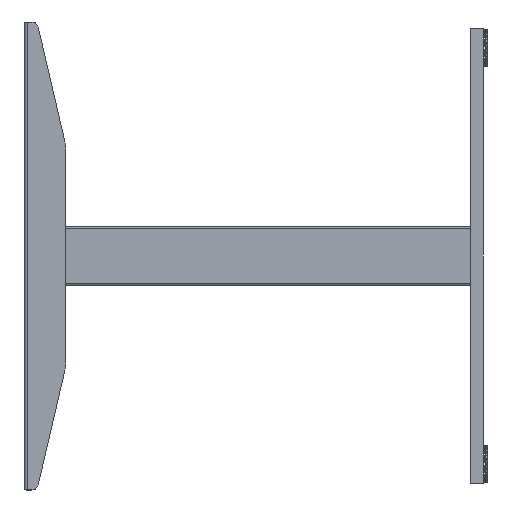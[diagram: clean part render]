
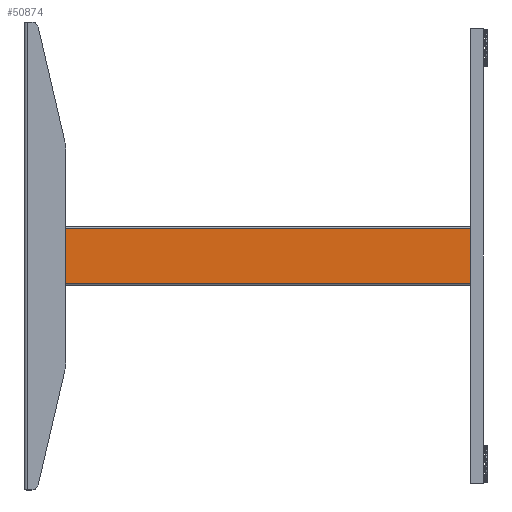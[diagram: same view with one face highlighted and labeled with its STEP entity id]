
A CAD part, left-side view. The second image highlights one B-rep face of the part: STEP entity #50874.
In plain terms, the highlighted planar face has unit normal (-1, 0, 0).
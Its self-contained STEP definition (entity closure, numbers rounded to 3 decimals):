
#1558 = LINE ( 'NONE', #41790, #8547 ) ;
#2600 = ORIENTED_EDGE ( 'NONE', *, *, #45408, .F. ) ;
#5967 = LINE ( 'NONE', #22361, #51226 ) ;
#6053 = CARTESIAN_POINT ( 'NONE',  ( -591., 27., -42.5 ) ) ;
#8547 = VECTOR ( 'NONE', #31267, 1000. ) ;
#10139 = ORIENTED_EDGE ( 'NONE', *, *, #58169, .F. ) ;
#16352 = AXIS2_PLACEMENT_3D ( 'NONE', #64930, #31629, #60080 ) ;
#18193 = EDGE_LOOP ( 'NONE', ( #61347, #2600, #10139, #31164 ) ) ;
#18303 = CARTESIAN_POINT ( 'NONE',  ( -591., 27., -42.5 ) ) ;
#20846 = LINE ( 'NONE', #6053, #62642 ) ;
#21680 = EDGE_CURVE ( 'NONE', #69248, #71803, #1558, .T. ) ;
#22361 = CARTESIAN_POINT ( 'NONE',  ( -591., 27., -42.5 ) ) ;
#28273 = CARTESIAN_POINT ( 'NONE',  ( -591., 664., 42.5 ) ) ;
#31164 = ORIENTED_EDGE ( 'NONE', *, *, #44219, .T. ) ;
#31267 = DIRECTION ( 'NONE',  ( 0., 0., -1. ) ) ;
#31629 = DIRECTION ( 'NONE',  ( 1., 0., 0. ) ) ;
#41790 = CARTESIAN_POINT ( 'NONE',  ( -591., 664., -42.5 ) ) ;
#42676 = CARTESIAN_POINT ( 'NONE',  ( -591., 27., 42.5 ) ) ;
#42906 = VERTEX_POINT ( 'NONE', #42676 ) ;
#43911 = CARTESIAN_POINT ( 'NONE',  ( -591., 664., -42.5 ) ) ;
#44219 = EDGE_CURVE ( 'NONE', #42906, #69248, #48518, .T. ) ;
#45408 = EDGE_CURVE ( 'NONE', #50739, #71803, #5967, .T. ) ;
#46695 = CARTESIAN_POINT ( 'NONE',  ( -591., 27., 42.5 ) ) ;
#48518 = LINE ( 'NONE', #46695, #57198 ) ;
#50739 = VERTEX_POINT ( 'NONE', #18303 ) ;
#50874 = ADVANCED_FACE ( 'NONE', ( #63212 ), #59838, .F. ) ;
#51226 = VECTOR ( 'NONE', #60812, 1000. ) ;
#57198 = VECTOR ( 'NONE', #68984, 1000. ) ;
#58169 = EDGE_CURVE ( 'NONE', #42906, #50739, #20846, .T. ) ;
#59838 = PLANE ( 'NONE',  #16352 ) ;
#60080 = DIRECTION ( 'NONE',  ( 0., 0., -1. ) ) ;
#60812 = DIRECTION ( 'NONE',  ( 0., 1., 0. ) ) ;
#61347 = ORIENTED_EDGE ( 'NONE', *, *, #21680, .T. ) ;
#62642 = VECTOR ( 'NONE', #66574, 1000. ) ;
#63212 = FACE_OUTER_BOUND ( 'NONE', #18193, .T. ) ;
#64930 = CARTESIAN_POINT ( 'NONE',  ( -591., 27., -42.5 ) ) ;
#66574 = DIRECTION ( 'NONE',  ( 0., 0., -1. ) ) ;
#68984 = DIRECTION ( 'NONE',  ( 0., 1., 0. ) ) ;
#69248 = VERTEX_POINT ( 'NONE', #28273 ) ;
#71803 = VERTEX_POINT ( 'NONE', #43911 ) ;
